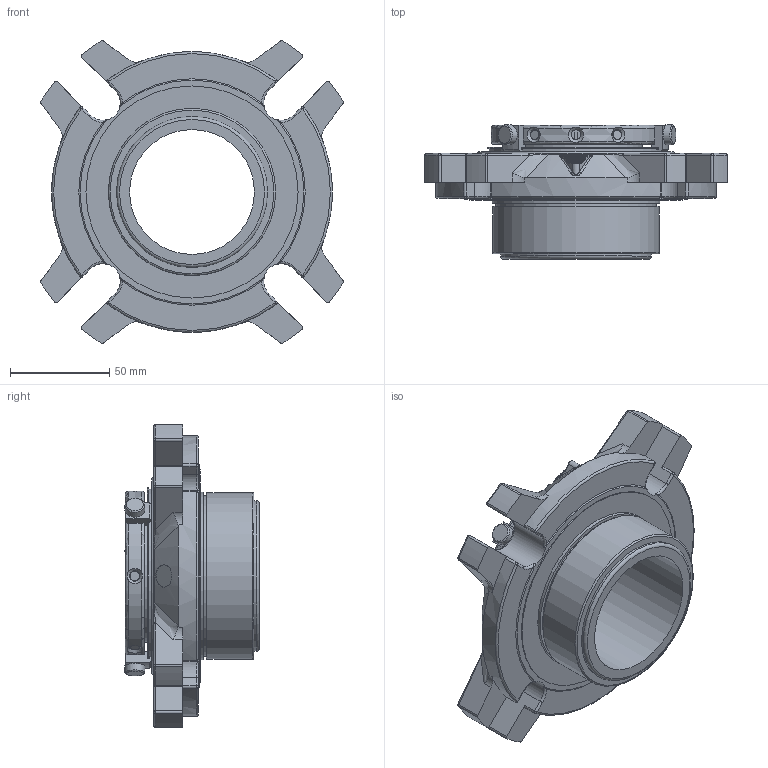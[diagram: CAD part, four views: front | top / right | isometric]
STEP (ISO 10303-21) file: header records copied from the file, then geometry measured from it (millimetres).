
FILE_DESCRIPTION(/* description */ ('Unknown'),/* implementation_level */ '2;1');
FILE_NAME(/* name */ '63mm',/* time_stamp */ '2023-04-04T10:18:13+01:00',/* author */ ('Unknown'),/* organization */ ('Unknown'),/* preprocessor_version */ 'ST-DEVELOPER v18.102',/* originating_system */ 'Solid Edge',/* authorisation */ 'Unknown');
FILE_SCHEMA (('AUTOMOTIVE_DESIGN {1 0 10303 214 3 1 1}'));
Length unit declared in the file: millimetre
Products named in the file (1): 63mm
Bounding box: 152.75 x 67.71 x 152.75 mm (x, y, z)
Volume: 393731.7 mm3; surface area: 74192 mm2
Topology: 1 solids, 1 shells, 547 faces, 1477 edges, 901 vertices
Faces by surface type: cylinder 216, plane 153, torus 68, sphere 40, bspline 39, cone 31
Full cylindrical faces by diameter (mm): 3.31 x1, 4.917 x2, 6 x3, 10 x3, 11.252 x3, 62.992 x1, 66.65 x1, 76.175 x1, 81.102 x1, 84.125 x1, 84.455 x1, 87.63 x1, 89.154 x1, 107 x1
Entity records: 21095 total; most frequent: CARTESIAN_POINT 4342, DIRECTION 2717, ORIENTED_EDGE 2698, EDGE_CURVE 1349, AXIS2_PLACEMENT_3D 1101, VERTEX_POINT 850, EDGE_LOOP 631, FACE_BOUND 631
